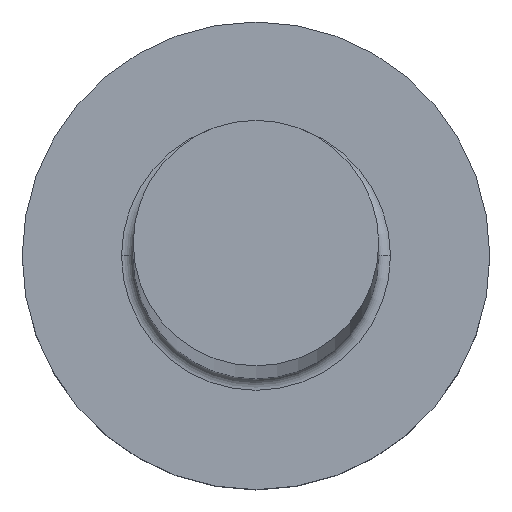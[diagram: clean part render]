
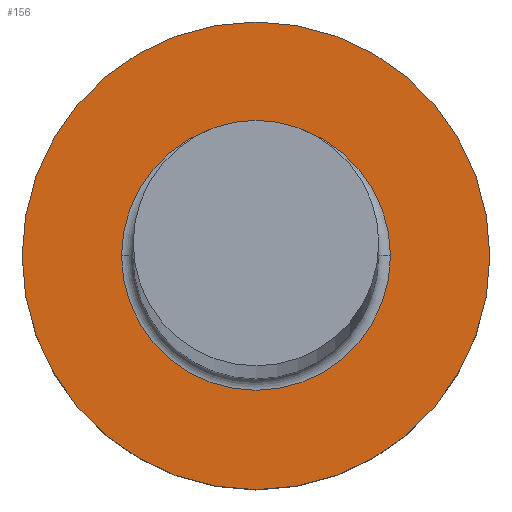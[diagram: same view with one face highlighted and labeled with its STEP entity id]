
A CAD part, top view. The second image highlights one B-rep face of the part: STEP entity #156.
In plain terms, the highlighted planar face has unit normal (0, 0, 1).
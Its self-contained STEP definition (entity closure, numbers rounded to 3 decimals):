
#37 = EDGE_CURVE ( 'NONE', #247, #136, #65, .T. ) ;
#38 = CIRCLE ( 'NONE', #114, 4. ) ;
#50 = EDGE_LOOP ( 'NONE', ( #96, #199 ) ) ;
#53 = VERTEX_POINT ( 'NONE', #240 ) ;
#54 = PLANE ( 'NONE',  #109 ) ;
#61 = EDGE_CURVE ( 'NONE', #66, #53, #38, .T. ) ;
#65 = CIRCLE ( 'NONE', #86, 2.3 ) ;
#66 = VERTEX_POINT ( 'NONE', #113 ) ;
#67 = CARTESIAN_POINT ( 'NONE',  ( 0., 0., 3. ) ) ;
#68 = DIRECTION ( 'NONE',  ( 1., 0., 0. ) ) ;
#73 = DIRECTION ( 'NONE',  ( 1., 0., 0. ) ) ;
#75 = FACE_BOUND ( 'NONE', #279, .T. ) ;
#86 = AXIS2_PLACEMENT_3D ( 'NONE', #91, #137, #212 ) ;
#90 = ORIENTED_EDGE ( 'NONE', *, *, #37, .T. ) ;
#91 = CARTESIAN_POINT ( 'NONE',  ( 0., 0., 3. ) ) ;
#96 = ORIENTED_EDGE ( 'NONE', *, *, #297, .T. ) ;
#100 = FACE_OUTER_BOUND ( 'NONE', #50, .T. ) ;
#101 = CARTESIAN_POINT ( 'NONE',  ( 0., 0., 3. ) ) ;
#109 = AXIS2_PLACEMENT_3D ( 'NONE', #252, #201, #73 ) ;
#113 = CARTESIAN_POINT ( 'NONE',  ( 4., 0., 3. ) ) ;
#114 = AXIS2_PLACEMENT_3D ( 'NONE', #67, #160, #68 ) ;
#126 = CARTESIAN_POINT ( 'NONE',  ( -2.3, 0., 3. ) ) ;
#136 = VERTEX_POINT ( 'NONE', #232 ) ;
#137 = DIRECTION ( 'NONE',  ( 0., 0., -1. ) ) ;
#154 = AXIS2_PLACEMENT_3D ( 'NONE', #207, #178, #197 ) ;
#156 = ADVANCED_FACE ( 'NONE', ( #75, #100 ), #54, .T. ) ;
#157 = CIRCLE ( 'NONE', #237, 4. ) ;
#160 = DIRECTION ( 'NONE',  ( 0., 0., 1. ) ) ;
#162 = CIRCLE ( 'NONE', #154, 2.3 ) ;
#178 = DIRECTION ( 'NONE',  ( 0., 0., -1. ) ) ;
#185 = EDGE_CURVE ( 'NONE', #136, #247, #162, .T. ) ;
#197 = DIRECTION ( 'NONE',  ( 1., 0., 0. ) ) ;
#199 = ORIENTED_EDGE ( 'NONE', *, *, #61, .T. ) ;
#201 = DIRECTION ( 'NONE',  ( 0., 0., 1. ) ) ;
#202 = DIRECTION ( 'NONE',  ( 0., 0., 1. ) ) ;
#207 = CARTESIAN_POINT ( 'NONE',  ( 0., 0., 3. ) ) ;
#212 = DIRECTION ( 'NONE',  ( 1., 0., 0. ) ) ;
#232 = CARTESIAN_POINT ( 'NONE',  ( 2.3, 0., 3. ) ) ;
#237 = AXIS2_PLACEMENT_3D ( 'NONE', #101, #202, #286 ) ;
#240 = CARTESIAN_POINT ( 'NONE',  ( -4., 0., 3. ) ) ;
#247 = VERTEX_POINT ( 'NONE', #126 ) ;
#252 = CARTESIAN_POINT ( 'NONE',  ( 0., 0., 3. ) ) ;
#279 = EDGE_LOOP ( 'NONE', ( #281, #90 ) ) ;
#281 = ORIENTED_EDGE ( 'NONE', *, *, #185, .T. ) ;
#286 = DIRECTION ( 'NONE',  ( 1., 0., 0. ) ) ;
#297 = EDGE_CURVE ( 'NONE', #53, #66, #157, .T. ) ;
